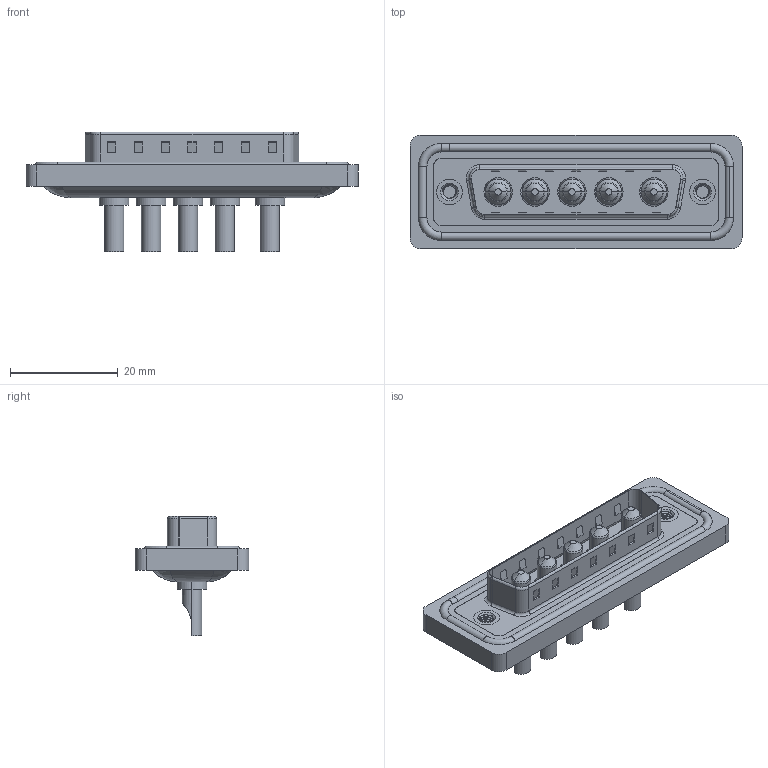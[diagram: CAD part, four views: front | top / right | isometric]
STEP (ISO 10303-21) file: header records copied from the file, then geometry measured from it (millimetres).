
FILE_DESCRIPTION (( 'STEP AP203' ), '1' );
FILE_NAME ('627W5W5-322-2NA.STEP', '2024-03-19T19:22:42', ( '' ), ( '' ), 'SwSTEP 2.0', 'SolidWorks 2023', '' );
FILE_SCHEMA (( 'CONFIG_CONTROL_DESIGN' ));
Length unit declared in the file: millimetre
Products named in the file (7): 627Combo Waterproof Housing_25 Contacts; 627Combo Shell Front_25 Contacts; 627W5W5-322-2NA; 627Combo Housing_5W5; 627Combo Shell Rear_25 Contacts; Power Pin_20A SC; 627Combo Threaded Rivet_A
Assembly tree (11 placements, depth 2):
  627W5W5-322-2NA
    627Combo Housing_5W5
    627Combo Waterproof Housing_25 Contacts
    627Combo Shell Rear_25 Contacts
    627Combo Shell Front_25 Contacts
    627Combo Threaded Rivet_A  x2
    Power Pin_20A SC  x5
Bounding box: 61.75 x 21.1 x 22.3 mm (x, y, z)
Volume: 7538.6 mm3; surface area: 12206 mm2
Topology: 17 solids, 17 shells, 711 faces, 1729 edges, 1070 vertices
Faces by surface type: cylinder 300, plane 274, torus 74, cone 43, bspline 20
Entity records: 18404 total; most frequent: CARTESIAN_POINT 4950, DIRECTION 2726, ORIENTED_EDGE 2566, EDGE_CURVE 1283, AXIS2_PLACEMENT_3D 998, VERTEX_POINT 808, LINE 730, VECTOR 730
